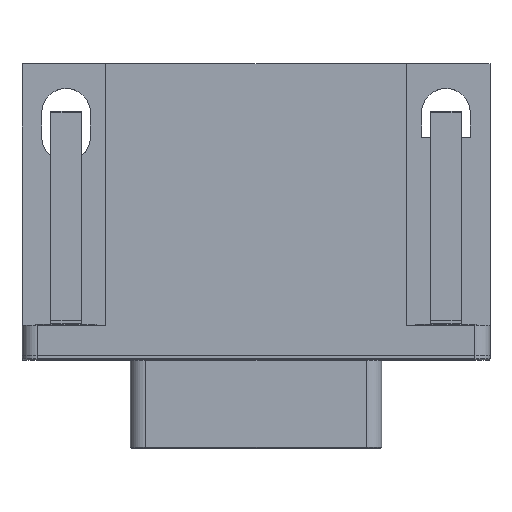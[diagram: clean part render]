
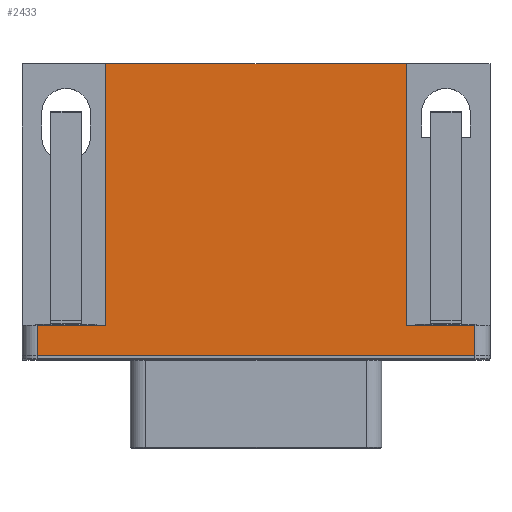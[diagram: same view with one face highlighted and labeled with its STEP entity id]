
A CAD part, top view. The second image highlights one B-rep face of the part: STEP entity #2433.
In plain terms, the highlighted planar face has unit normal (0, 0, 1).
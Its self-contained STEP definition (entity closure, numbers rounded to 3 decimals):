
#1863 = VERTEX_POINT('',#1864);
#1864 = CARTESIAN_POINT('',(19.94,-17.4,12.5));
#1911 = VERTEX_POINT('',#1912);
#1912 = CARTESIAN_POINT('',(-8.86,-17.4,12.5));
#1918 = EDGE_CURVE('',#1863,#1911,#1919,.T.);
#1919 = LINE('',#1920,#1921);
#1920 = CARTESIAN_POINT('',(20.94,-17.4,12.5));
#1921 = VECTOR('',#1922,1.);
#1922 = DIRECTION('',(-1.,0.,0.));
#2371 = EDGE_CURVE('',#1863,#2372,#2374,.T.);
#2372 = VERTEX_POINT('',#2373);
#2373 = CARTESIAN_POINT('',(19.94,-15.4,12.5));
#2374 = LINE('',#2375,#2376);
#2375 = CARTESIAN_POINT('',(19.94,-17.4,12.5));
#2376 = VECTOR('',#2377,1.);
#2377 = DIRECTION('',(0.,1.,0.));
#2433 = ADVANCED_FACE('',(#2434),#2484,.T.);
#2434 = FACE_BOUND('',#2435,.T.);
#2435 = EDGE_LOOP('',(#2436,#2437,#2438,#2446,#2454,#2462,#2470,#2478));
#2436 = ORIENTED_EDGE('',*,*,#1918,.F.);
#2437 = ORIENTED_EDGE('',*,*,#2371,.T.);
#2438 = ORIENTED_EDGE('',*,*,#2439,.F.);
#2439 = EDGE_CURVE('',#2440,#2372,#2442,.T.);
#2440 = VERTEX_POINT('',#2441);
#2441 = CARTESIAN_POINT('',(15.44,-15.4,12.5));
#2442 = LINE('',#2443,#2444);
#2443 = CARTESIAN_POINT('',(19.94,-15.4,12.5));
#2444 = VECTOR('',#2445,1.);
#2445 = DIRECTION('',(1.,0.,0.));
#2446 = ORIENTED_EDGE('',*,*,#2447,.F.);
#2447 = EDGE_CURVE('',#2448,#2440,#2450,.T.);
#2448 = VERTEX_POINT('',#2449);
#2449 = CARTESIAN_POINT('',(15.44,1.8,12.5));
#2450 = LINE('',#2451,#2452);
#2451 = CARTESIAN_POINT('',(15.44,-16.4,12.5));
#2452 = VECTOR('',#2453,1.);
#2453 = DIRECTION('',(0.,-1.,0.));
#2454 = ORIENTED_EDGE('',*,*,#2455,.T.);
#2455 = EDGE_CURVE('',#2448,#2456,#2458,.T.);
#2456 = VERTEX_POINT('',#2457);
#2457 = CARTESIAN_POINT('',(-4.36,1.8,12.5));
#2458 = LINE('',#2459,#2460);
#2459 = CARTESIAN_POINT('',(20.94,1.8,12.5));
#2460 = VECTOR('',#2461,1.);
#2461 = DIRECTION('',(-1.,0.,0.));
#2462 = ORIENTED_EDGE('',*,*,#2463,.F.);
#2463 = EDGE_CURVE('',#2464,#2456,#2466,.T.);
#2464 = VERTEX_POINT('',#2465);
#2465 = CARTESIAN_POINT('',(-4.36,-15.4,12.5));
#2466 = LINE('',#2467,#2468);
#2467 = CARTESIAN_POINT('',(-4.36,-16.4,12.5));
#2468 = VECTOR('',#2469,1.);
#2469 = DIRECTION('',(0.,1.,0.));
#2470 = ORIENTED_EDGE('',*,*,#2471,.F.);
#2471 = EDGE_CURVE('',#2472,#2464,#2474,.T.);
#2472 = VERTEX_POINT('',#2473);
#2473 = CARTESIAN_POINT('',(-8.86,-15.4,12.5));
#2474 = LINE('',#2475,#2476);
#2475 = CARTESIAN_POINT('',(6.54,-15.4,12.5));
#2476 = VECTOR('',#2477,1.);
#2477 = DIRECTION('',(1.,0.,0.));
#2478 = ORIENTED_EDGE('',*,*,#2479,.F.);
#2479 = EDGE_CURVE('',#1911,#2472,#2480,.T.);
#2480 = LINE('',#2481,#2482);
#2481 = CARTESIAN_POINT('',(-8.86,-17.4,12.5));
#2482 = VECTOR('',#2483,1.);
#2483 = DIRECTION('',(0.,1.,0.));
#2484 = PLANE('',#2485);
#2485 = AXIS2_PLACEMENT_3D('',#2486,#2487,#2488);
#2486 = CARTESIAN_POINT('',(20.94,-17.4,12.5));
#2487 = DIRECTION('',(0.,0.,1.));
#2488 = DIRECTION('',(-1.,0.,0.));
